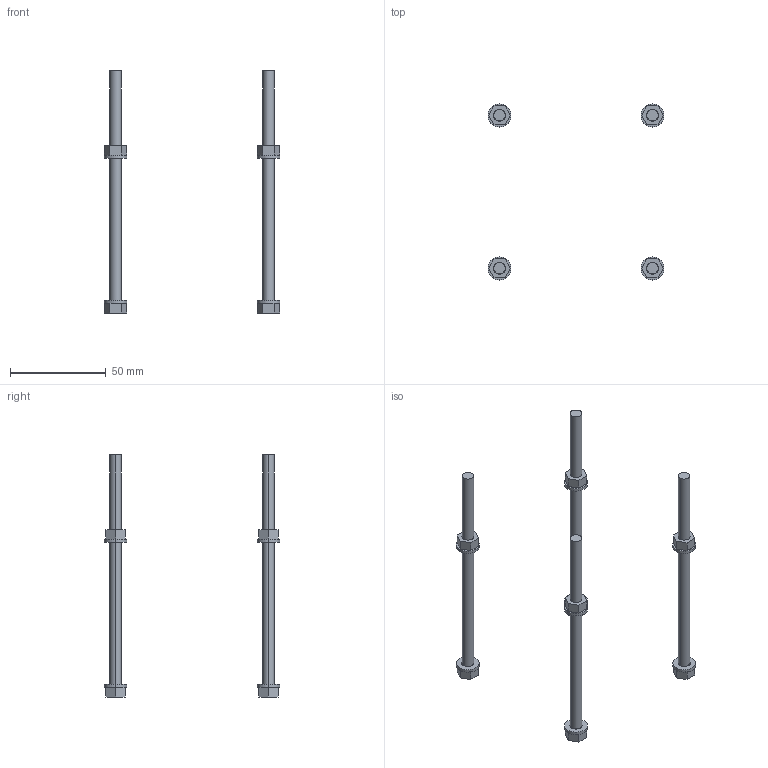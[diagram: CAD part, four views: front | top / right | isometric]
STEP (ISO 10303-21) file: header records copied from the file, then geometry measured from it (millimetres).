
FILE_DESCRIPTION((('zoo.dev export')), '2;1');
FILE_NAME('dump.step', '2026-01-17T09:02:36.337724675+00:00', ('Author unknown'), ('Organization unknown'), 'zoo.dev beta', 'zoo.dev', 'Authorization unknown');
FILE_SCHEMA(('AP203_CONFIGURATION_CONTROLLED_3D_DESIGN_OF_MECHANICAL_PARTS_AND_ASSEMBLIES_MIM_LF'));
Length unit declared in the file: metre
Products named in the file (4): UNIDENTIFIED_PRODUCT
Bounding box: 92 x 92 x 126.6 mm (x, y, z)
Volume: 16864 mm3; surface area: 13505.2 mm2
Topology: 12 solids, 12 shells, 144 faces, 360 edges, 256 vertices
Faces by surface type: plane 88, cylinder 56
Entity records: 4251 total; most frequent: CARTESIAN_POINT 732, ORIENTED_EDGE 720, DIRECTION 664, EDGE_CURVE 360, AXIS2_PLACEMENT_3D 276, VERTEX_POINT 256, VECTOR 200, LINE 200
